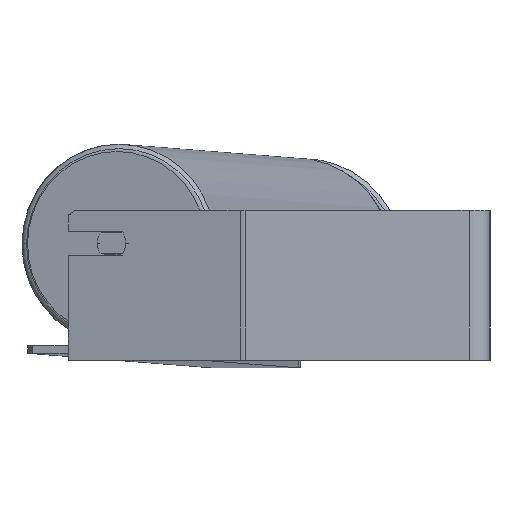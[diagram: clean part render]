
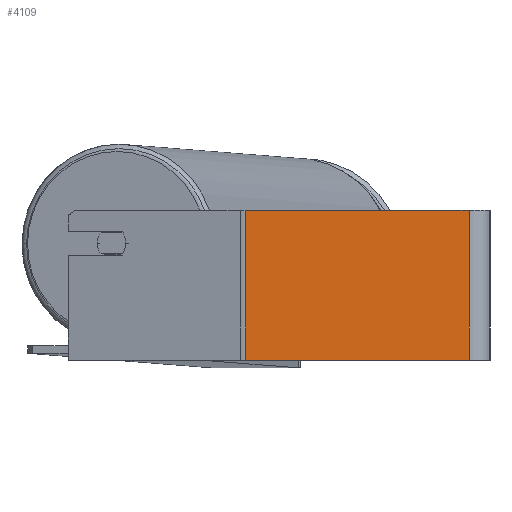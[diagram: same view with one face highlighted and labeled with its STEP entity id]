
A CAD part, left-side view. The second image highlights one B-rep face of the part: STEP entity #4109.
In plain terms, the highlighted planar face has unit normal (-1, 0, 0).
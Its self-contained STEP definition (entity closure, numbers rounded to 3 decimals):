
#81 = CARTESIAN_POINT ( 'NONE',  ( -755., 14., 50. ) ) ;
#369 = LINE ( 'NONE', #2545, #6552 ) ;
#892 = LINE ( 'NONE', #8807, #1868 ) ;
#1037 = EDGE_CURVE ( 'NONE', #6000, #6280, #892, .T. ) ;
#1174 = DIRECTION ( 'NONE',  ( 0., 0., -1. ) ) ;
#1868 = VECTOR ( 'NONE', #4525, 1000. ) ;
#2242 = EDGE_CURVE ( 'NONE', #6280, #7627, #7479, .T. ) ;
#2400 = EDGE_CURVE ( 'NONE', #6000, #7053, #369, .T. ) ;
#2545 = CARTESIAN_POINT ( 'NONE',  ( -755., 163.138, 50. ) ) ;
#2825 = CARTESIAN_POINT ( 'NONE',  ( -755., 14., -50. ) ) ;
#3575 = CARTESIAN_POINT ( 'NONE',  ( -755., 164.981, 50. ) ) ;
#3854 = ORIENTED_EDGE ( 'NONE', *, *, #5899, .T. ) ;
#4082 = CARTESIAN_POINT ( 'NONE',  ( -755., 163.138, -50. ) ) ;
#4109 = ADVANCED_FACE ( 'NONE', ( #6420 ), #5583, .F. ) ;
#4525 = DIRECTION ( 'NONE',  ( 0., -1., 0. ) ) ;
#4581 = LINE ( 'NONE', #9008, #6622 ) ;
#5377 = ORIENTED_EDGE ( 'NONE', *, *, #2400, .T. ) ;
#5583 = PLANE ( 'NONE',  #8866 ) ;
#5899 = EDGE_CURVE ( 'NONE', #7053, #7627, #4581, .T. ) ;
#5964 = DIRECTION ( 'NONE',  ( 0., 0., -1. ) ) ;
#6000 = VERTEX_POINT ( 'NONE', #7686 ) ;
#6105 = VECTOR ( 'NONE', #5964, 1000. ) ;
#6280 = VERTEX_POINT ( 'NONE', #6536 ) ;
#6420 = FACE_OUTER_BOUND ( 'NONE', #8017, .T. ) ;
#6536 = CARTESIAN_POINT ( 'NONE',  ( -755., 14., 50. ) ) ;
#6552 = VECTOR ( 'NONE', #1174, 1000. ) ;
#6622 = VECTOR ( 'NONE', #7495, 1000. ) ;
#7001 = ORIENTED_EDGE ( 'NONE', *, *, #1037, .F. ) ;
#7053 = VERTEX_POINT ( 'NONE', #4082 ) ;
#7097 = DIRECTION ( 'NONE',  ( 0., 0., -1. ) ) ;
#7441 = ORIENTED_EDGE ( 'NONE', *, *, #2242, .F. ) ;
#7479 = LINE ( 'NONE', #81, #6105 ) ;
#7495 = DIRECTION ( 'NONE',  ( 0., -1., 0. ) ) ;
#7627 = VERTEX_POINT ( 'NONE', #2825 ) ;
#7686 = CARTESIAN_POINT ( 'NONE',  ( -755., 163.138, 50. ) ) ;
#8017 = EDGE_LOOP ( 'NONE', ( #3854, #7441, #7001, #5377 ) ) ;
#8807 = CARTESIAN_POINT ( 'NONE',  ( -755., 164.981, 50. ) ) ;
#8866 = AXIS2_PLACEMENT_3D ( 'NONE', #3575, #9180, #7097 ) ;
#9008 = CARTESIAN_POINT ( 'NONE',  ( -755., 164.981, -50. ) ) ;
#9180 = DIRECTION ( 'NONE',  ( 1., 0., 0. ) ) ;
